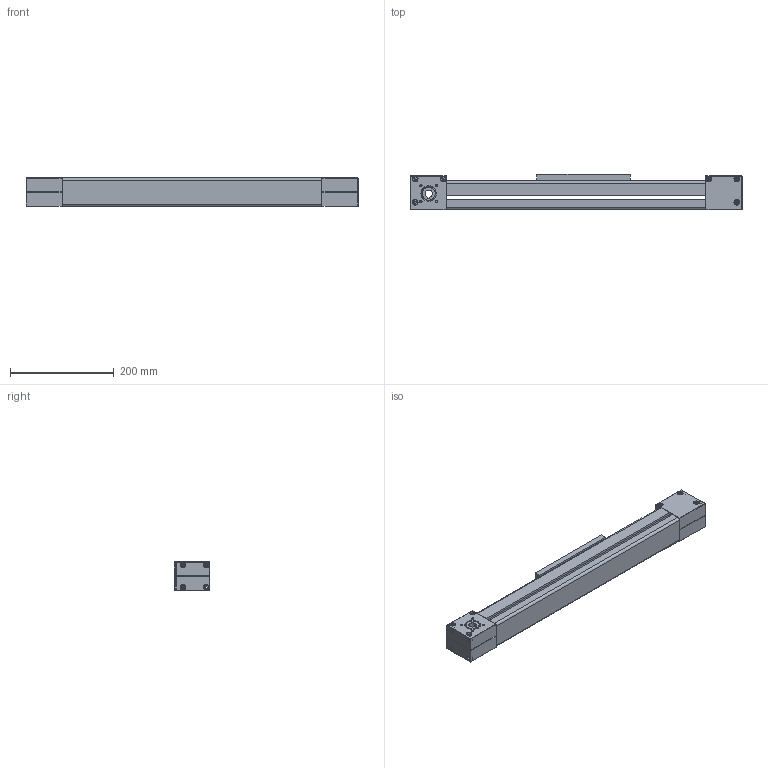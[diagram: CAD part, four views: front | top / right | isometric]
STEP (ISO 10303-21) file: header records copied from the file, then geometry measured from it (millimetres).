
FILE_DESCRIPTION (( 'STEP AP203' ), '1' );
FILE_NAME ('800.055.STEP', '2015-08-04T08:31:52', ( '' ), ( '' ), 'SwSTEP 2.0', 'SolidWorks 2012', '' );
FILE_SCHEMA (( 'CONFIG_CONTROL_DESIGN' ));
Length unit declared in the file: millimetre
Products named in the file (1): 800.055
Bounding box: 640 x 67.5 x 55.6 mm (x, y, z)
Surface area: 223458.9 mm2 (no closed solid volume)
Topology: 0 solids, 50 shells, 533 faces, 1850 edges, 1278 vertices
Faces by surface type: plane 286, cylinder 115, cone 84, torus 48
Entity records: 19661 total; most frequent: CARTESIAN_POINT 3630, DIRECTION 3564, ORIENTED_EDGE 2787, EDGE_CURVE 1818, VERTEX_POINT 1278, AXIS2_PLACEMENT_3D 1212, VECTOR 1140, LINE 1140
